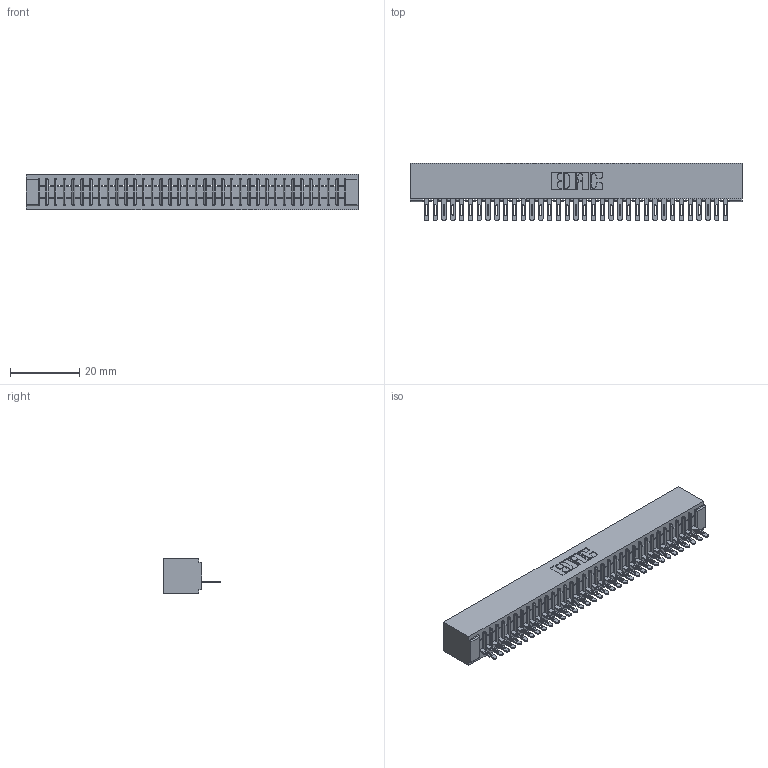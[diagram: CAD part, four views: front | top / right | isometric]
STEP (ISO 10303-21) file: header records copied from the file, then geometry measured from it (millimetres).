
FILE_DESCRIPTION (( 'STEP AP203' ), '1' );
FILE_NAME ('341-035-500-101.STEP', '2018-08-06T22:01:12', ( '' ), ( '' ), 'SwSTEP 2.0', 'SolidWorks 2016', '' );
FILE_SCHEMA (( 'CONFIG_CONTROL_DESIGN' ));
Length unit declared in the file: inch
Products named in the file (3): 341 Part_No Mounting Lugs; 341-292-001_341-292-100; 341-035-500-101
Assembly tree (36 placements, depth 2):
  341-035-500-101
    341 Part_No Mounting Lugs
    341-292-001_341-292-100  x35
Bounding box: 95.89 x 16.69 x 10.16 mm (x, y, z)
Volume: 7105 mm3; surface area: 11602.6 mm2
Topology: 36 solids, 36 shells, 2978 faces, 8587 edges, 5510 vertices
Faces by surface type: plane 1779, cylinder 1059, sphere 72, torus 68
Entity records: 41900 total; most frequent: CARTESIAN_POINT 7114, ORIENTED_EDGE 7102, DIRECTION 6875, EDGE_CURVE 3551, LINE 2861, VECTOR 2861, VERTEX_POINT 2246, AXIS2_PLACEMENT_3D 2007
